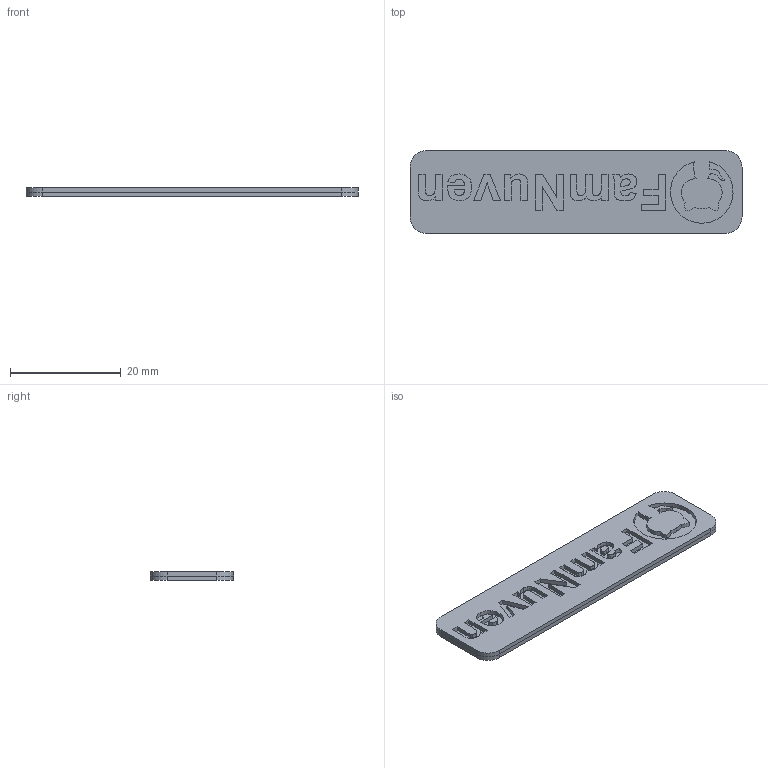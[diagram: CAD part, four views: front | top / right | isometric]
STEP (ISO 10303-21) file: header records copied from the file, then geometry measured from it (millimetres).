
FILE_DESCRIPTION(('STEP AP214'), '1');
FILE_NAME('git_panel', '', ('UNSPECIFIED'), ('UNSPECIFIED'), 'C3D Converter', 'C3D Toolkit', '');
FILE_SCHEMA(('AUTOMOTIVE_DESIGN { 1 0 10303 214 3 1 1}'));
Length unit declared in the file: millimetre
Bounding box: 60 x 15 x 1.6 mm (x, y, z)
Volume: 1288.8 mm3; surface area: 3686.9 mm2
Topology: 4 solids, 4 shells, 198 faces, 570 edges, 380 vertices
Faces by surface type: extrusion 88, plane 80, cylinder 30
Entity records: 8268 total; most frequent: CARTESIAN_POINT 1677, ORIENTED_EDGE 1140, DIRECTION 764, EDGE_CURVE 570, VECTOR 422, VERTEX_POINT 380, LINE 334, B_SPLINE_CURVE_WITH_KNOTS 264
